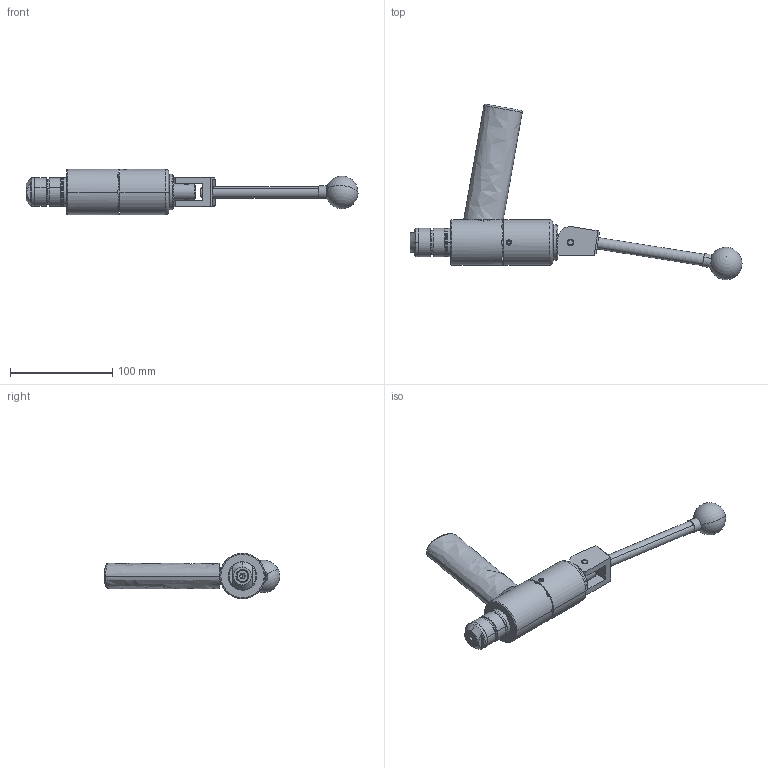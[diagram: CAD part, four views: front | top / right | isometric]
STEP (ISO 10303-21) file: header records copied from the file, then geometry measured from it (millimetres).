
FILE_DESCRIPTION (( 'STEP AP214' ), '1' );
FILE_NAME ('CTSC-003535.STEP', '2025-06-26T14:11:08', ( '' ), ( '' ), 'SwSTEP 2.0', 'SolidWorks 2023', '' );
FILE_SCHEMA (( 'AUTOMOTIVE_DESIGN' ));
Length unit declared in the file: inch
Products named in the file (1): CTSC-003535
Bounding box: 324.96 x 171.73 x 44.45 mm (x, y, z)
Volume: 297150.9 mm3; surface area: 74562 mm2
Topology: 11 solids, 12 shells, 309 faces, 730 edges, 463 vertices
Faces by surface type: cylinder 128, plane 109, cone 44, torus 19, bspline 7, sphere 2
Entity records: 15269 total; most frequent: CARTESIAN_POINT 4185, DIRECTION 1484, ORIENTED_EDGE 1442, EDGE_CURVE 721, AXIS2_PLACEMENT_3D 594, VERTEX_POINT 460, EDGE_LOOP 355, DIMENSIONAL_EXPONENTS 311
